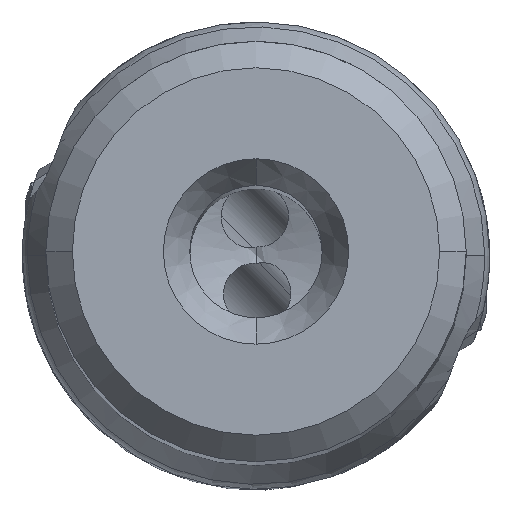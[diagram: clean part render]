
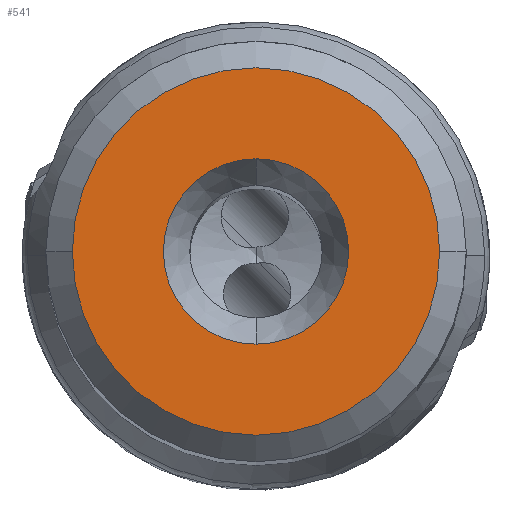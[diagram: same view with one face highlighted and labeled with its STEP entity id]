
A CAD part, top view. The second image highlights one B-rep face of the part: STEP entity #541.
In plain terms, the highlighted planar face has unit normal (0, 0, 1).
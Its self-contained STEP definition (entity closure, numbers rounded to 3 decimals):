
#69=FACE_BOUND('',#1025,.T.);
#70=FACE_BOUND('',#1026,.T.);
#459=PLANE('',#4492);
#541=ADVANCED_FACE('',(#69,#70),#459,.T.);
#1025=EDGE_LOOP('',(#1577,#1578));
#1026=EDGE_LOOP('',(#1579,#1580));
#1289=CIRCLE('',#4486,6.938);
#1290=CIRCLE('',#4488,6.938);
#1291=CIRCLE('',#4490,3.5);
#1292=CIRCLE('',#4491,3.5);
#1577=ORIENTED_EDGE('',*,*,#3284,.T.);
#1578=ORIENTED_EDGE('',*,*,#3285,.T.);
#1579=ORIENTED_EDGE('',*,*,#3282,.T.);
#1580=ORIENTED_EDGE('',*,*,#3283,.T.);
#2820=VERTEX_POINT('',#6145);
#2821=VERTEX_POINT('',#6147);
#2822=VERTEX_POINT('',#6153);
#2823=VERTEX_POINT('',#6154);
#3282=EDGE_CURVE('',#2820,#2821,#1289,.T.);
#3283=EDGE_CURVE('',#2821,#2820,#1290,.T.);
#3284=EDGE_CURVE('',#2822,#2823,#1291,.T.);
#3285=EDGE_CURVE('',#2823,#2822,#1292,.T.);
#4486=AXIS2_PLACEMENT_3D('',#6148,#5034,#5035);
#4488=AXIS2_PLACEMENT_3D('',#6150,#5038,#5039);
#4490=AXIS2_PLACEMENT_3D('',#6152,#5042,#5043);
#4491=AXIS2_PLACEMENT_3D('',#6155,#5044,#5045);
#4492=AXIS2_PLACEMENT_3D('',#6156,#5046,#5047);
#5034=DIRECTION('',(0.,0.,1.));
#5035=DIRECTION('',(1.,0.,0.));
#5038=DIRECTION('',(0.,0.,1.));
#5039=DIRECTION('',(-1.,0.,0.));
#5042=DIRECTION('',(0.,0.,-1.));
#5043=DIRECTION('',(0.,1.,0.));
#5044=DIRECTION('',(0.,0.,-1.));
#5045=DIRECTION('',(0.,-1.,0.));
#5046=DIRECTION('',(0.,0.,1.));
#5047=DIRECTION('',(-1.,0.,0.));
#6145=CARTESIAN_POINT('',(6.938,0.,30.92));
#6147=CARTESIAN_POINT('',(-6.938,0.,30.92));
#6148=CARTESIAN_POINT('',(0.,0.,30.92));
#6150=CARTESIAN_POINT('',(0.,0.,30.92));
#6152=CARTESIAN_POINT('',(0.,0.,30.92));
#6153=CARTESIAN_POINT('',(0.,3.5,30.92));
#6154=CARTESIAN_POINT('',(0.,-3.5,30.92));
#6155=CARTESIAN_POINT('',(0.,0.,30.92));
#6156=CARTESIAN_POINT('',(0.,0.,30.92));
